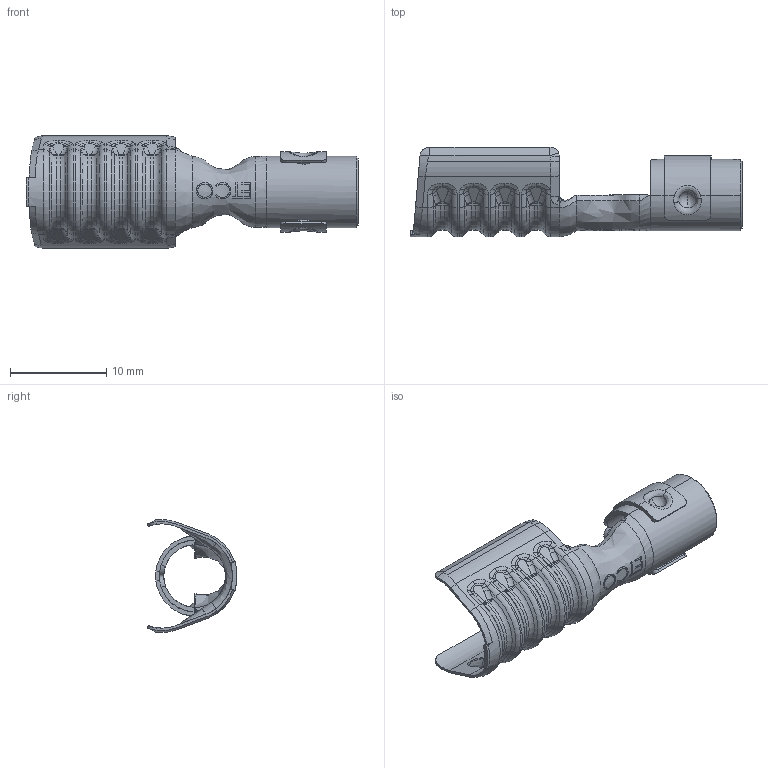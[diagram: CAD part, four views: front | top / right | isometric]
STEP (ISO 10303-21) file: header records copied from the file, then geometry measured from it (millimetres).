
FILE_DESCRIPTION (( 'STEP AP203' ), '1' );
FILE_NAME ('SP260-PB.STEP', '2019-11-06T13:04:21', ( 'tempuser' ), ( 'Microsoft' ), 'SwSTEP 2.0', 'SolidWorks 2019', '' );
FILE_SCHEMA (( 'CONFIG_CONTROL_DESIGN' ));
Length unit declared in the file: inch
Products named in the file (3): SCA570 expanded for mating_SCA570; SP98-PB SP98-8M-PB SP260-PB_SP260-PB without carrier; SP260-PB
Assembly tree (2 placements, depth 2):
  SP260-PB
    SCA570 expanded for mating_SCA570
    SP98-PB SP98-8M-PB SP260-PB_SP260-PB without carrier
Bounding box: 34.54 x 9.33 x 11.76 mm (x, y, z)
Volume: 311.3 mm3; surface area: 1587.2 mm2
Topology: 2 solids, 2 shells, 502 faces, 1264 edges, 765 vertices
Faces by surface type: bspline 240, cylinder 112, plane 92, sphere 24, torus 18, cone 16
Entity records: 23909 total; most frequent: CARTESIAN_POINT 13386, ORIENTED_EDGE 2524, DIRECTION 1618, EDGE_CURVE 1262, VERTEX_POINT 765, AXIS2_PLACEMENT_3D 640, EDGE_LOOP 507, FACE_OUTER_BOUND 502
